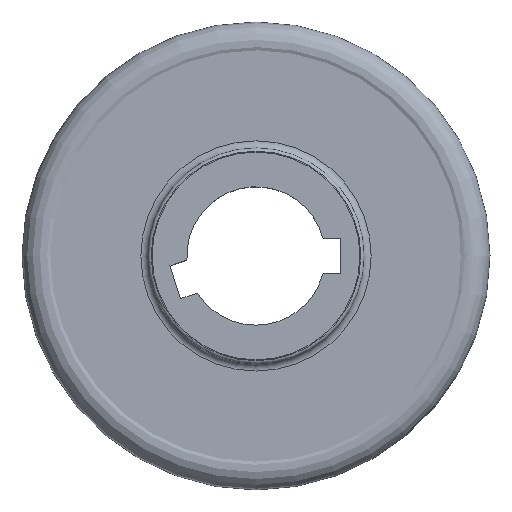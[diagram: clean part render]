
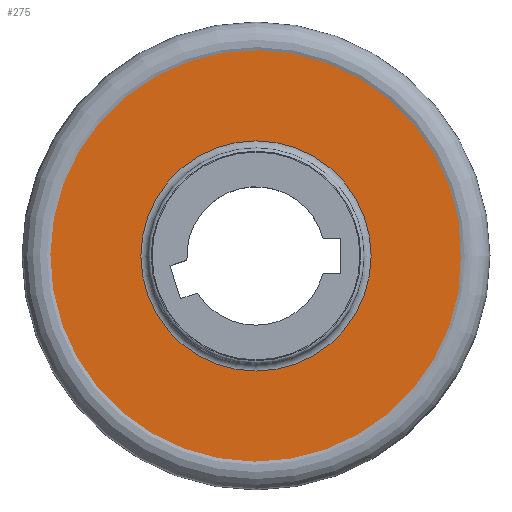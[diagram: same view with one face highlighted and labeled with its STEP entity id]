
A CAD part, top view. The second image highlights one B-rep face of the part: STEP entity #275.
In plain terms, the highlighted planar face has unit normal (0, 0, 1).
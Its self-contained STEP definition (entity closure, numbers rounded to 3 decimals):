
#88=PLANE('',#426);
#98=EDGE_LOOP('',(#140));
#99=EDGE_LOOP('',(#141));
#140=ORIENTED_EDGE('',*,*,#220,.F.);
#141=ORIENTED_EDGE('',*,*,#221,.T.);
#220=EDGE_CURVE('',#360,#360,#303,.T.);
#221=EDGE_CURVE('',#361,#361,#304,.T.);
#275=ADVANCED_FACE('',(#324,#325),#88,.F.);
#303=CIRCLE('',#424,59.332);
#304=CIRCLE('',#425,31.685);
#324=FACE_BOUND('',#98,.T.);
#325=FACE_BOUND('',#99,.T.);
#360=VERTEX_POINT('',#601);
#361=VERTEX_POINT('',#603);
#424=AXIS2_PLACEMENT_3D('',#600,#482,#483);
#425=AXIS2_PLACEMENT_3D('',#602,#484,#485);
#426=AXIS2_PLACEMENT_3D('',#604,#486,#487);
#482=DIRECTION('',(0.,0.,-1.));
#483=DIRECTION('',(-1.,0.,0.));
#484=DIRECTION('',(0.,0.,-1.));
#485=DIRECTION('',(-1.,0.,0.));
#486=DIRECTION('',(0.,0.,-1.));
#487=DIRECTION('',(1.,0.,0.));
#600=CARTESIAN_POINT('',(0.,0.,-2.437));
#601=CARTESIAN_POINT('',(-59.332,0.,-2.437));
#602=CARTESIAN_POINT('',(0.,0.,-2.437));
#603=CARTESIAN_POINT('',(-31.685,0.,-2.437));
#604=CARTESIAN_POINT('',(30.134,9.791,-2.437));
